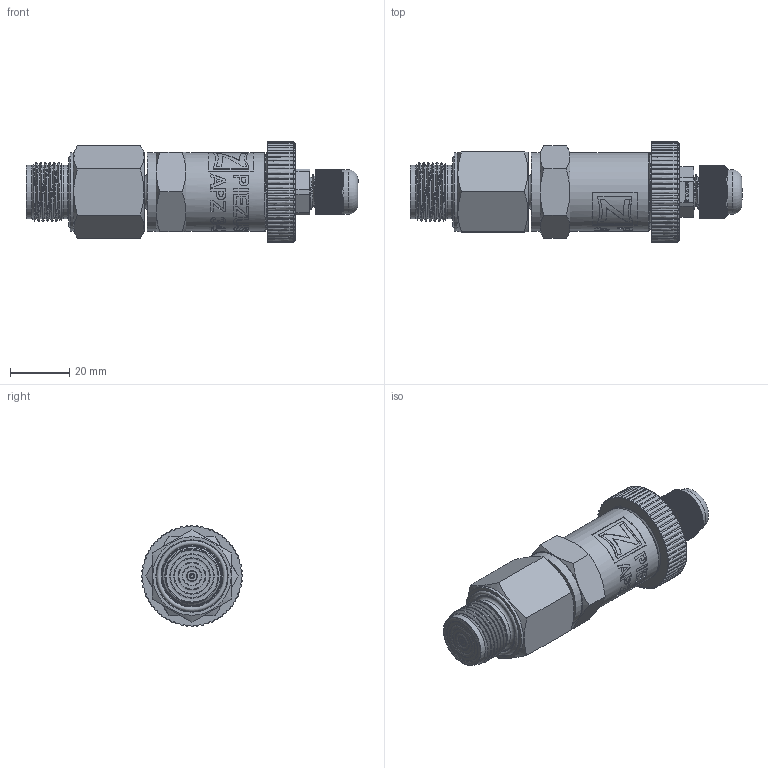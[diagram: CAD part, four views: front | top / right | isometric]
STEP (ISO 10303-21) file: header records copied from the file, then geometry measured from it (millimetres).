
FILE_DESCRIPTION(/* description */ (''),/* implementation_level */ '2;1');
FILE_NAME(/* name */ 'APZ3420m_M20x1,5DIN-flush_2.step',/* time_stamp */ '2021-07-06T15:21:31+03:00',/* author */ (''),/* organization */ (''),/* preprocessor_version */ 'ST-DEVELOPER v18.1',/* originating_system */ 'Autodesk Translation Framework v10.9.0.1377',/* authorisation */ '');
FILE_SCHEMA (('AUTOMOTIVE_DESIGN { 1 0 10303 214 3 1 1 }'));
Length unit declared in the file: millimetre
Products named in the file (9): АПЗ 3420м заполненная; G 1/4 EN; OMAL nut M27x1.5; Ш100.000.001; M12x1.5 Cable gland; Cable gland; Rubber gasket; M12 Domed nut; M20x1,5DIN diaphragm 18 v8 (1)
Assembly tree (8 placements, depth 3):
  АПЗ 3420м заполненная
    G 1/4 EN
    OMAL nut M27x1.5
    Ш100.000.001
    M12x1.5 Cable gland
      Cable gland
      Rubber gasket
      M12 Domed nut
    M20x1,5DIN diaphragm 18 v8 (1)
Bounding box: 112.16 x 34 x 34 mm (x, y, z)
Volume: 52692.9 mm3; surface area: 22694.7 mm2
Topology: 9 solids, 9 shells, 2802 faces, 8174 edges, 5449 vertices
Faces by surface type: plane 1509, cylinder 804, bspline 441, cone 30, torus 17, sphere 1
Full cylindrical faces by diameter (mm): 1 x6, 2 x1, 3.3 x1, 4 x1, 5 x2, 5.1 x1, 7.5 x1, 8 x1, 9.5 x2, 9.976 x5, 10 x6, 10.376 x4, 10.526 x3, 11 x1, 11.445 x4, 11.6 x4, 12 x5, 12.203 x3, 12.6 x1, 13.157 x9, 15 x1, 17 x1, 18 x2, 18.137 x5, 19.85 x4, 21 x1, 21.4 x2, 22.3 x1, 22.4 x1, 24 x1
Entity records: 125875 total; most frequent: CARTESIAN_POINT 55151, ORIENTED_EDGE 16346, DIRECTION 12649, EDGE_CURVE 8173, VERTEX_POINT 5449, LINE 4361, VECTOR 4361, AXIS2_PLACEMENT_3D 4144
